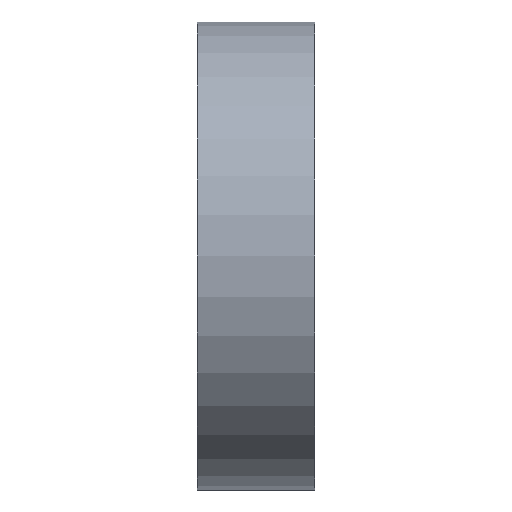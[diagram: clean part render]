
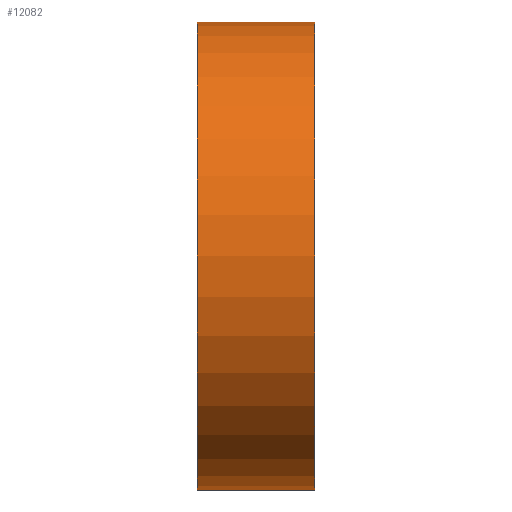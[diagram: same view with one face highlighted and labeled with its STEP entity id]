
A CAD part, left-side view. The second image highlights one B-rep face of the part: STEP entity #12082.
In plain terms, the highlighted cylindrical face has radius 15.975 mm (diameter 31.95 mm), a partial arc.
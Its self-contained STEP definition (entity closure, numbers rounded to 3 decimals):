
#1018 = VERTEX_POINT ( 'NONE', #10850 ) ;
#1083 = AXIS2_PLACEMENT_3D ( 'NONE', #8018, #18308, #6661 ) ;
#1157 = FACE_OUTER_BOUND ( 'NONE', #16495, .T. ) ;
#2253 = DIRECTION ( 'NONE',  ( 0., -1., 0. ) ) ;
#2285 = DIRECTION ( 'NONE',  ( 0., -1., 0. ) ) ;
#2347 = CARTESIAN_POINT ( 'NONE',  ( 0., 4., 0. ) ) ;
#2827 = VERTEX_POINT ( 'NONE', #3066 ) ;
#2933 = ORIENTED_EDGE ( 'NONE', *, *, #13914, .T. ) ;
#3066 = CARTESIAN_POINT ( 'NONE',  ( 0., -4., -15.975 ) ) ;
#3452 = CIRCLE ( 'NONE', #18215, 15.975 ) ;
#5956 = EDGE_CURVE ( 'NONE', #2827, #9447, #18200, .T. ) ;
#6018 = EDGE_CURVE ( 'NONE', #1018, #13892, #3452, .T. ) ;
#6661 = DIRECTION ( 'NONE',  ( 0., 0., 1. ) ) ;
#7973 = AXIS2_PLACEMENT_3D ( 'NONE', #17008, #2285, #14048 ) ;
#8018 = CARTESIAN_POINT ( 'NONE',  ( 0., -4., 0. ) ) ;
#8086 = VECTOR ( 'NONE', #16859, 1000. ) ;
#8239 = VECTOR ( 'NONE', #2253, 1000. ) ;
#8522 = CYLINDRICAL_SURFACE ( 'NONE', #7973, 15.975 ) ;
#9447 = VERTEX_POINT ( 'NONE', #14459 ) ;
#9872 = DIRECTION ( 'NONE',  ( 0., 1., 0. ) ) ;
#10850 = CARTESIAN_POINT ( 'NONE',  ( 0., 4., -15.975 ) ) ;
#12082 = ADVANCED_FACE ( 'NONE', ( #1157 ), #8522, .T. ) ;
#13770 = CARTESIAN_POINT ( 'NONE',  ( 0., 4., 15.975 ) ) ;
#13892 = VERTEX_POINT ( 'NONE', #13770 ) ;
#13914 = EDGE_CURVE ( 'NONE', #1018, #2827, #18370, .T. ) ;
#14048 = DIRECTION ( 'NONE',  ( 0., 0., -1. ) ) ;
#14293 = LINE ( 'NONE', #16725, #8086 ) ;
#14459 = CARTESIAN_POINT ( 'NONE',  ( 0., -4., 15.975 ) ) ;
#15044 = EDGE_CURVE ( 'NONE', #13892, #9447, #14293, .T. ) ;
#15245 = ORIENTED_EDGE ( 'NONE', *, *, #15044, .F. ) ;
#15334 = ORIENTED_EDGE ( 'NONE', *, *, #5956, .T. ) ;
#15733 = DIRECTION ( 'NONE',  ( 0., 0., 1. ) ) ;
#16495 = EDGE_LOOP ( 'NONE', ( #15245, #17821, #2933, #15334 ) ) ;
#16725 = CARTESIAN_POINT ( 'NONE',  ( 0., 4., 15.975 ) ) ;
#16859 = DIRECTION ( 'NONE',  ( 0., -1., 0. ) ) ;
#17008 = CARTESIAN_POINT ( 'NONE',  ( 0., 4., 0. ) ) ;
#17049 = CARTESIAN_POINT ( 'NONE',  ( 0., 4., -15.975 ) ) ;
#17821 = ORIENTED_EDGE ( 'NONE', *, *, #6018, .F. ) ;
#18200 = CIRCLE ( 'NONE', #1083, 15.975 ) ;
#18215 = AXIS2_PLACEMENT_3D ( 'NONE', #2347, #9872, #15733 ) ;
#18308 = DIRECTION ( 'NONE',  ( 0., 1., 0. ) ) ;
#18370 = LINE ( 'NONE', #17049, #8239 ) ;
